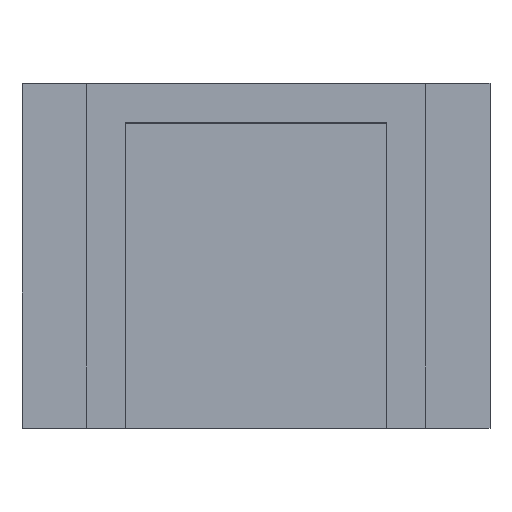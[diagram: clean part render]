
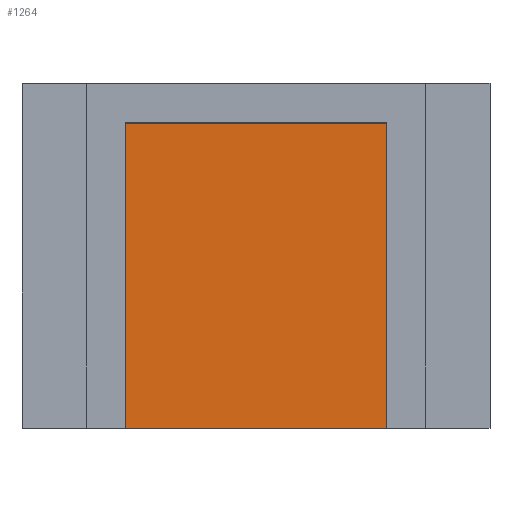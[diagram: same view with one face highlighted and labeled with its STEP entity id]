
A CAD part, top view. The second image highlights one B-rep face of the part: STEP entity #1264.
In plain terms, the highlighted planar face has unit normal (0, 0, 1).
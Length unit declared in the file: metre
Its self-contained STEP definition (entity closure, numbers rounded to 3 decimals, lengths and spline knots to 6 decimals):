
#76=ORIENTED_EDGE('',*,*,#448,.T.);
#77=ORIENTED_EDGE('',*,*,#449,.F.);
#78=ORIENTED_EDGE('',*,*,#450,.F.);
#79=ORIENTED_EDGE('',*,*,#445,.T.);
#445=EDGE_CURVE('',#632,#631,#755,.T.);
#448=EDGE_CURVE('',#631,#634,#758,.T.);
#449=EDGE_CURVE('',#635,#634,#759,.T.);
#450=EDGE_CURVE('',#632,#635,#760,.T.);
#631=VERTEX_POINT('',#1844);
#632=VERTEX_POINT('',#1846);
#634=VERTEX_POINT('',#1852);
#635=VERTEX_POINT('',#1854);
#755=LINE('',#1845,#941);
#758=LINE('',#1851,#944);
#759=LINE('',#1853,#945);
#760=LINE('',#1855,#946);
#941=VECTOR('',#1474,1.);
#944=VECTOR('',#1479,1.);
#945=VECTOR('',#1480,1.);
#946=VECTOR('',#1481,1.);
#1072=EDGE_LOOP('',(#76,#77,#78,#79));
#1136=FACE_BOUND('',#1072,.T.);
#1200=PLANE('',#1341);
#1264=ADVANCED_FACE('',(#1136),#1200,.F.);
#1341=AXIS2_PLACEMENT_3D('',#1850,#1477,#1478);
#1474=DIRECTION('',(0.,-1.,0.));
#1477=DIRECTION('',(0.,0.,-1.));
#1478=DIRECTION('',(-1.,0.,0.));
#1479=DIRECTION('',(1.,0.,0.));
#1480=DIRECTION('',(0.,-1.,0.));
#1481=DIRECTION('',(1.,0.,0.));
#1844=CARTESIAN_POINT('',(-0.0265,-0.0305,0.008));
#1845=CARTESIAN_POINT('',(-0.0265,0.0315,0.008));
#1846=CARTESIAN_POINT('',(-0.0265,0.0315,0.008));
#1850=CARTESIAN_POINT('',(0.,0.0315,0.008));
#1851=CARTESIAN_POINT('',(0.,-0.0305,0.008));
#1852=CARTESIAN_POINT('',(0.0265,-0.0305,0.008));
#1853=CARTESIAN_POINT('',(0.0265,0.0315,0.008));
#1854=CARTESIAN_POINT('',(0.0265,0.0315,0.008));
#1855=CARTESIAN_POINT('',(0.,0.0315,0.008));
